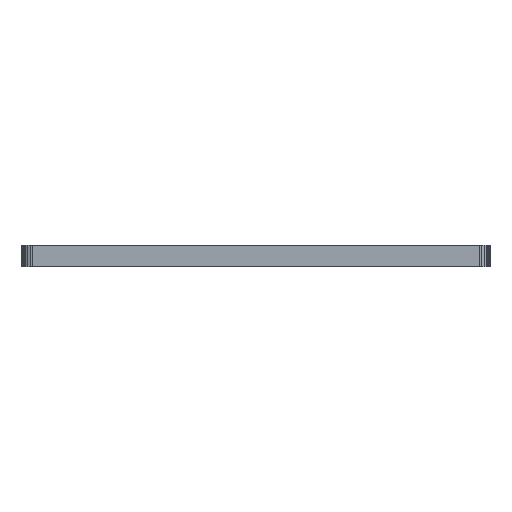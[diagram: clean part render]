
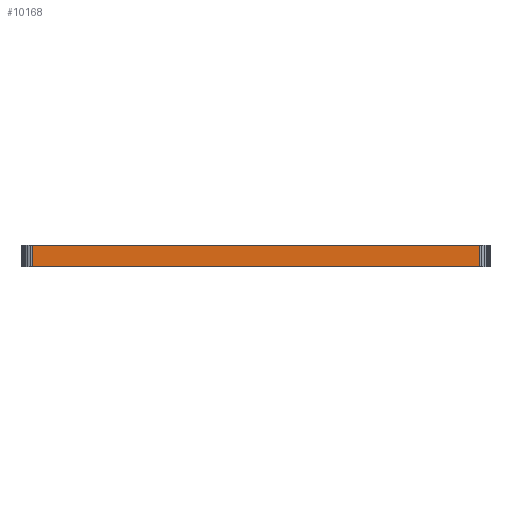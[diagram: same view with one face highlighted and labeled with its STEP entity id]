
A CAD part, front view. The second image highlights one B-rep face of the part: STEP entity #10168.
In plain terms, the highlighted planar face has unit normal (0, -1, 0).
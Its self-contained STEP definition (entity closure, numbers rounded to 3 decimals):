
#620=FACE_OUTER_BOUND('',#1280,.T.);
#1280=EDGE_LOOP('',(#8467,#8468,#8469,#8470));
#1563=LINE('',#13691,#2881);
#2408=LINE('',#15521,#3726);
#2614=LINE('',#16056,#3932);
#2615=LINE('',#16058,#3933);
#2881=VECTOR('',#11097,10.);
#3726=VECTOR('',#12502,1.);
#3932=VECTOR('',#12872,1.);
#3933=VECTOR('',#12875,1.);
#4199=VERTEX_POINT('',#13688);
#4200=VERTEX_POINT('',#13690);
#4904=VERTEX_POINT('',#15518);
#4905=VERTEX_POINT('',#15520);
#5171=EDGE_CURVE('',#4200,#4199,#1563,.T.);
#6086=EDGE_CURVE('',#4904,#4905,#2408,.T.);
#6362=EDGE_CURVE('',#4904,#4200,#2614,.T.);
#6363=EDGE_CURVE('',#4905,#4199,#2615,.T.);
#8467=ORIENTED_EDGE('',*,*,#5171,.T.);
#8468=ORIENTED_EDGE('',*,*,#6363,.F.);
#8469=ORIENTED_EDGE('',*,*,#6086,.F.);
#8470=ORIENTED_EDGE('',*,*,#6362,.T.);
#9750=PLANE('',#10810);
#10168=ADVANCED_FACE('',(#620),#9750,.T.);
#10810=AXIS2_PLACEMENT_3D('',#16057,#12873,#12874);
#11097=DIRECTION('',(-1.,0.,0.));
#12502=DIRECTION('',(-1.,0.,0.));
#12872=DIRECTION('',(0.,0.,1.));
#12873=DIRECTION('center_axis',(0.,-1.,0.));
#12874=DIRECTION('ref_axis',(-1.,0.,0.));
#12875=DIRECTION('',(0.,0.,1.));
#13688=CARTESIAN_POINT('',(18.617,-65.274,1.6));
#13690=CARTESIAN_POINT('',(51.175,-65.274,1.6));
#13691=CARTESIAN_POINT('',(43.035,-65.274,1.6));
#15518=CARTESIAN_POINT('',(51.175,-65.274,0.));
#15520=CARTESIAN_POINT('',(18.617,-65.274,0.));
#15521=CARTESIAN_POINT('',(51.175,-65.274,0.));
#16056=CARTESIAN_POINT('',(51.175,-65.274,0.));
#16057=CARTESIAN_POINT('Origin',(51.175,-65.274,0.));
#16058=CARTESIAN_POINT('',(18.617,-65.274,0.));
